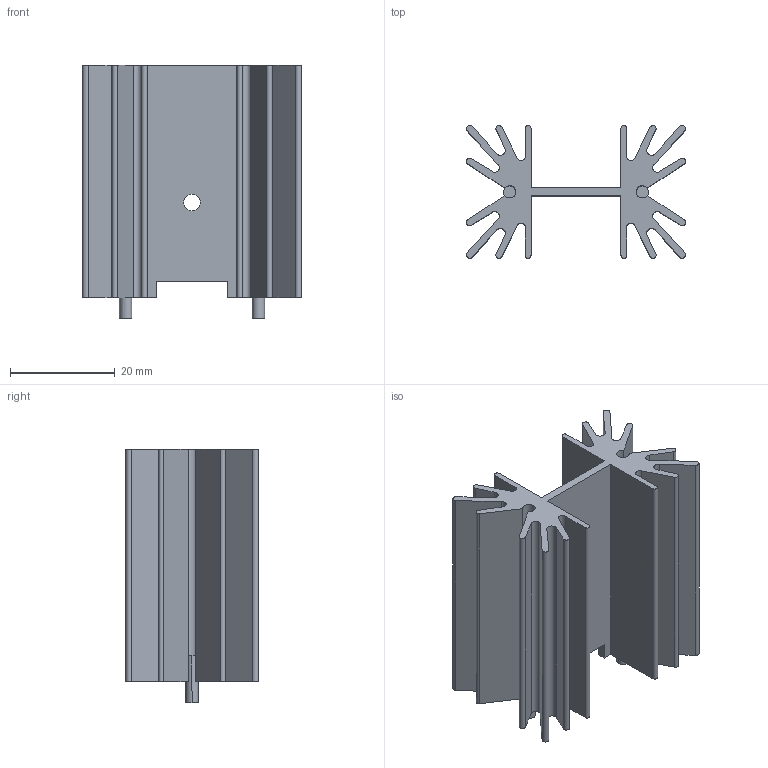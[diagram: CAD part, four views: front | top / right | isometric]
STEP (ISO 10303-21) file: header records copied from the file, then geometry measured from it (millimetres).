
FILE_DESCRIPTION((''),'2;1');
FILE_NAME('HSINK_AAVID-THERMALLOY_529902B02500G_V.stp','2012-04-16T14:58:15',(''),(''),'Mechanical Desktop 2011','Mechanical Desktop 2011',', , ');
FILE_SCHEMA(('AUTOMOTIVE_DESIGN { 1 2 10303 214 1 1 1 1 }'));
Length unit declared in the file: millimetre
Products named in the file (1): Product
Bounding box: 41.91 x 25.4 x 48.46 mm (x, y, z)
Volume: 14247.7 mm3; surface area: 15384.2 mm2
Topology: 3 solids, 3 shells, 84 faces, 234 edges, 156 vertices
Faces by surface type: plane 48, cylinder 36
Entity records: 2764 total; most frequent: DIRECTION 476, CARTESIAN_POINT 475, ORIENTED_EDGE 468, EDGE_CURVE 234, VECTOR 162, LINE 162, AXIS2_PLACEMENT_3D 157, VERTEX_POINT 156
